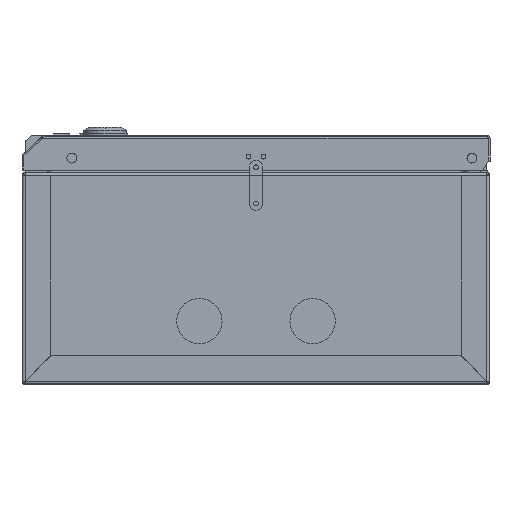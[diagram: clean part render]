
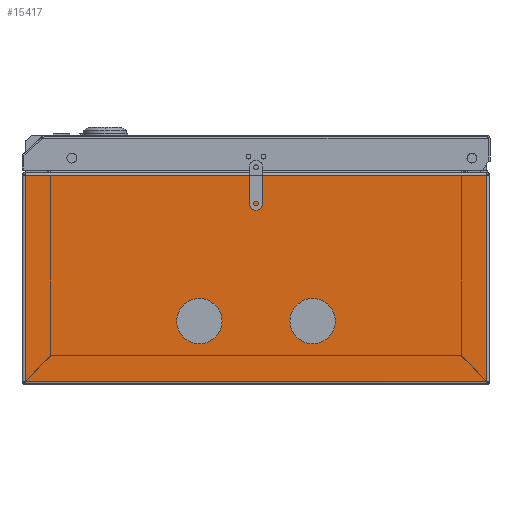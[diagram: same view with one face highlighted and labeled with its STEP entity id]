
A CAD part, front view. The second image highlights one B-rep face of the part: STEP entity #15417.
In plain terms, the highlighted face is planar.
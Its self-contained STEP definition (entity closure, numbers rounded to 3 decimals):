
#25 = CARTESIAN_POINT ( 'NONE',  ( -108.213, 0., 124.438 ) ) ;
#844 = CIRCLE ( 'NONE', #11684, 15. ) ;
#1395 = DIRECTION ( 'NONE',  ( 0., 0., 1. ) ) ;
#1587 = AXIS2_PLACEMENT_3D ( 'NONE', #21184, #7655, #23461 ) ;
#1787 = CARTESIAN_POINT ( 'NONE',  ( -148.213, 0., 224.938 ) ) ;
#1801 = PLANE ( 'NONE',  #22275 ) ;
#1820 = FACE_BOUND ( 'NONE', #10107, .T. ) ;
#5167 = EDGE_CURVE ( 'NONE', #28701, #21301, #14385, .T. ) ;
#5635 = EDGE_CURVE ( 'NONE', #5976, #24470, #13348, .T. ) ;
#5976 = VERTEX_POINT ( 'NONE', #9721 ) ;
#6150 = DIRECTION ( 'NONE',  ( 0., 1., 0. ) ) ;
#6640 = VERTEX_POINT ( 'NONE', #26138 ) ;
#7092 = AXIS2_PLACEMENT_3D ( 'NONE', #19699, #6150, #21959 ) ;
#7501 = ORIENTED_EDGE ( 'NONE', *, *, #14597, .T. ) ;
#7655 = DIRECTION ( 'NONE',  ( 0., 1., 0. ) ) ;
#8773 = ORIENTED_EDGE ( 'NONE', *, *, #13374, .F. ) ;
#9721 = CARTESIAN_POINT ( 'NONE',  ( -108.213, 0., 49.438 ) ) ;
#10107 = EDGE_LOOP ( 'NONE', ( #16526, #8773 ) ) ;
#10552 = VERTEX_POINT ( 'NONE', #25 ) ;
#10739 = VECTOR ( 'NONE', #25541, 1000. ) ;
#10825 = DIRECTION ( 'NONE',  ( 0., 1., 0. ) ) ;
#11074 = CARTESIAN_POINT ( 'NONE',  ( -148.213, 0., 224.938 ) ) ;
#11684 = AXIS2_PLACEMENT_3D ( 'NONE', #28455, #14932, #1395 ) ;
#12364 = VECTOR ( 'NONE', #28479, 1000. ) ;
#12698 = CARTESIAN_POINT ( 'NONE',  ( -11.753, 0., 224.938 ) ) ;
#12973 = VECTOR ( 'NONE', #22926, 1000. ) ;
#13348 = CIRCLE ( 'NONE', #25396, 15. ) ;
#13349 = DIRECTION ( 'NONE',  ( 1., 0., 0. ) ) ;
#13374 = EDGE_CURVE ( 'NONE', #24470, #5976, #24576, .T. ) ;
#13571 = EDGE_CURVE ( 'NONE', #10552, #25299, #20325, .T. ) ;
#13941 = LINE ( 'NONE', #11074, #24512 ) ;
#14329 = EDGE_CURVE ( 'NONE', #21301, #21980, #13941, .T. ) ;
#14385 = LINE ( 'NONE', #18344, #12973 ) ;
#14432 = ORIENTED_EDGE ( 'NONE', *, *, #5167, .T. ) ;
#14562 = FACE_BOUND ( 'NONE', #15950, .T. ) ;
#14597 = EDGE_CURVE ( 'NONE', #6640, #28701, #28747, .T. ) ;
#14932 = DIRECTION ( 'NONE',  ( 0., 1., 0. ) ) ;
#15417 = ADVANCED_FACE ( 'NONE', ( #14562, #1820, #19855 ), #1801, .T. ) ;
#15950 = EDGE_LOOP ( 'NONE', ( #28464, #20462 ) ) ;
#16526 = ORIENTED_EDGE ( 'NONE', *, *, #5635, .F. ) ;
#16577 = CARTESIAN_POINT ( 'NONE',  ( -148.213, 0., -81.062 ) ) ;
#17590 = DIRECTION ( 'NONE',  ( 0., 0., 1. ) ) ;
#17639 = LINE ( 'NONE', #12698, #12364 ) ;
#18344 = CARTESIAN_POINT ( 'NONE',  ( -148.213, 0., -81.062 ) ) ;
#18399 = CARTESIAN_POINT ( 'NONE',  ( -148.213, 0., -81.062 ) ) ;
#18778 = CARTESIAN_POINT ( 'NONE',  ( -108.213, 0., 19.438 ) ) ;
#19699 = CARTESIAN_POINT ( 'NONE',  ( -108.213, 0., 109.438 ) ) ;
#19788 = DIRECTION ( 'NONE',  ( 0., 1., 0. ) ) ;
#19855 = FACE_OUTER_BOUND ( 'NONE', #22615, .T. ) ;
#20325 = CIRCLE ( 'NONE', #7092, 15. ) ;
#20462 = ORIENTED_EDGE ( 'NONE', *, *, #28919, .F. ) ;
#21184 = CARTESIAN_POINT ( 'NONE',  ( -108.213, 0., 34.438 ) ) ;
#21301 = VERTEX_POINT ( 'NONE', #1787 ) ;
#21959 = DIRECTION ( 'NONE',  ( 0., 0., 1. ) ) ;
#21980 = VERTEX_POINT ( 'NONE', #26744 ) ;
#22275 = AXIS2_PLACEMENT_3D ( 'NONE', #28866, #19788, #17590 ) ;
#22615 = EDGE_LOOP ( 'NONE', ( #24501, #28303, #7501, #14432 ) ) ;
#22926 = DIRECTION ( 'NONE',  ( 0., 0., 1. ) ) ;
#23461 = DIRECTION ( 'NONE',  ( 0., 0., 1. ) ) ;
#24018 = EDGE_CURVE ( 'NONE', #21980, #6640, #17639, .T. ) ;
#24328 = CARTESIAN_POINT ( 'NONE',  ( -108.213, 0., 34.438 ) ) ;
#24470 = VERTEX_POINT ( 'NONE', #18778 ) ;
#24501 = ORIENTED_EDGE ( 'NONE', *, *, #14329, .T. ) ;
#24512 = VECTOR ( 'NONE', #13349, 1000. ) ;
#24576 = CIRCLE ( 'NONE', #1587, 15. ) ;
#25299 = VERTEX_POINT ( 'NONE', #28805 ) ;
#25396 = AXIS2_PLACEMENT_3D ( 'NONE', #24328, #10825, #26606 ) ;
#25541 = DIRECTION ( 'NONE',  ( -1., 0., 0. ) ) ;
#26138 = CARTESIAN_POINT ( 'NONE',  ( -11.753, 0., -81.062 ) ) ;
#26606 = DIRECTION ( 'NONE',  ( 0., 0., 1. ) ) ;
#26744 = CARTESIAN_POINT ( 'NONE',  ( -11.753, 0., 224.938 ) ) ;
#28303 = ORIENTED_EDGE ( 'NONE', *, *, #24018, .T. ) ;
#28455 = CARTESIAN_POINT ( 'NONE',  ( -108.213, 0., 109.438 ) ) ;
#28464 = ORIENTED_EDGE ( 'NONE', *, *, #13571, .F. ) ;
#28479 = DIRECTION ( 'NONE',  ( 0., 0., -1. ) ) ;
#28701 = VERTEX_POINT ( 'NONE', #18399 ) ;
#28747 = LINE ( 'NONE', #16577, #10739 ) ;
#28805 = CARTESIAN_POINT ( 'NONE',  ( -108.213, 0., 94.438 ) ) ;
#28866 = CARTESIAN_POINT ( 'NONE',  ( -148.213, 0., 224.938 ) ) ;
#28919 = EDGE_CURVE ( 'NONE', #25299, #10552, #844, .T. ) ;
